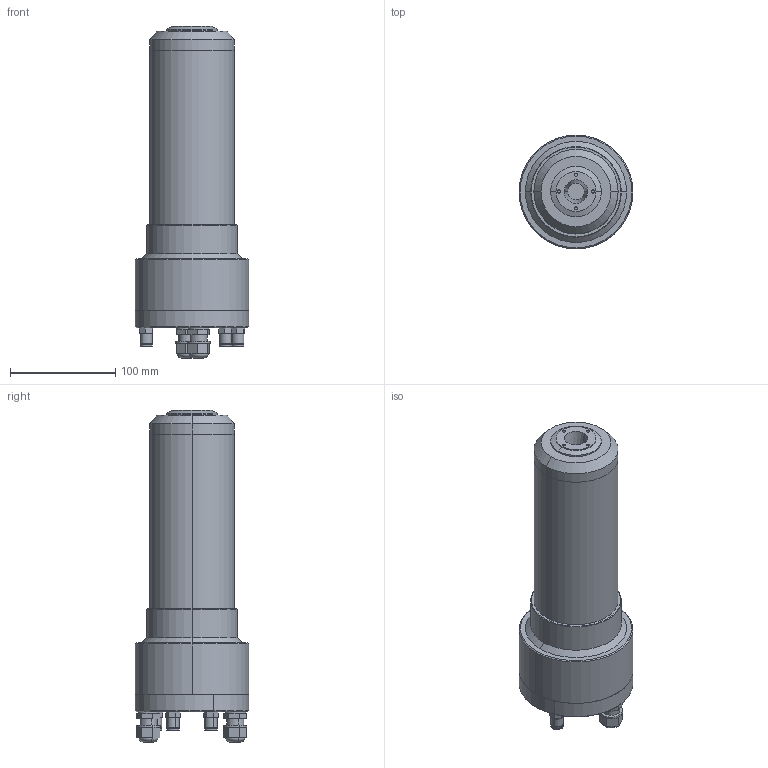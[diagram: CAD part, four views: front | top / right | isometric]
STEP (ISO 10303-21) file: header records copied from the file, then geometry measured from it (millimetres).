
FILE_DESCRIPTION (( 'STEP AP214' ), '1' );
FILE_NAME ('GDL80新气缸4款通用总装.STEP', '2021-05-21T05:17:34', ( '电脑' ), ( '' ), 'SwSTEP 2.0', 'SolidWorks 2018', '' );
FILE_SCHEMA (( 'AUTOMOTIVE_DESIGN' ));
Length unit declared in the file: millimetre
Products named in the file (7): 陓瘍羲壽M12; GDL80陔ァ詰4遴籵蚚軞蚾; 籵蚚M10ァ郲; 陔80ァ詰裔; 陔80ァ詰; 橾80ヶ蹟譫; 陔80儂褲
Assembly tree (9 placements, depth 2):
  GDL80陔ァ詰4遴籵蚚軞蚾
    陔80儂褲
    橾80ヶ蹟譫
    陔80ァ詰
    陔80ァ詰裔
    籵蚚M10ァ郲  x3
    陓瘍羲壽M12  x2
Bounding box: 108 x 108 x 315 mm (x, y, z)
Volume: 1721474.4 mm3; surface area: 148841.1 mm2
Topology: 9 solids, 9 shells, 245 faces, 534 edges, 335 vertices
Faces by surface type: plane 117, cylinder 100, cone 24, torus 4
Entity records: 4642 total; most frequent: DIRECTION 844, CARTESIAN_POINT 713, ORIENTED_EDGE 664, AXIS2_PLACEMENT_3D 342, EDGE_CURVE 332, VERTEX_POINT 211, EDGE_LOOP 197, CIRCLE 172
